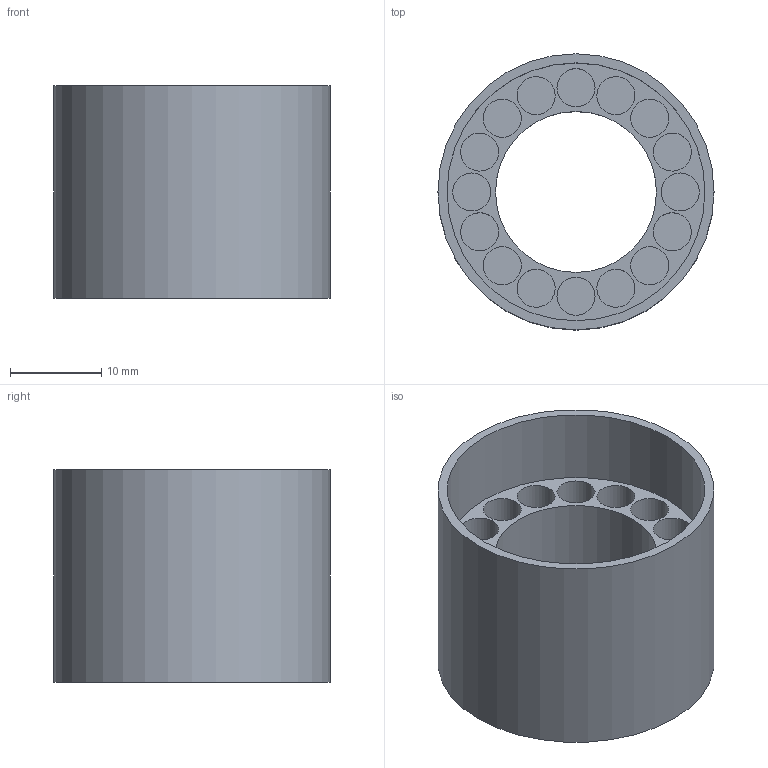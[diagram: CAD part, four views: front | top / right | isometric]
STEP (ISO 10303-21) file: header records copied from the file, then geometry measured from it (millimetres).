
FILE_DESCRIPTION(('Open CASCADE Model'),'2;1');
FILE_NAME('Open CASCADE Shape Model','2025-01-11T02:23:20',('Author'),( 'Open CASCADE'),'Open CASCADE STEP processor 7.7','Open CASCADE 7.7' ,'Unknown');
FILE_SCHEMA(('AUTOMOTIVE_DESIGN { 1 0 10303 214 1 1 1 1 }'));
Length unit declared in the file: millimetre
Products named in the file (1): Open CASCADE STEP translator 7.7 1
Bounding box: 30.2 x 30.2 x 23.2 mm (x, y, z)
Volume: 5803 mm3; surface area: 5519.3 mm2
Topology: 1 solids, 1 shells, 42 faces, 63 edges, 42 vertices
Faces by surface type: cylinder 21, plane 21
Full cylindrical faces by diameter (mm): 4.16 x16, 17.6 x1, 21.1 x1, 25.1 x1, 28.2 x1, 30.2 x1
Entity records: 1836 total; most frequent: CARTESIAN_POINT 382, DIRECTION 299, ORIENTED_EDGE 126, PCURVE 126, DEFINITIONAL_REPRESENTATION 126, LINE 105, VECTOR 105, AXIS2_PLACEMENT_3D 85
